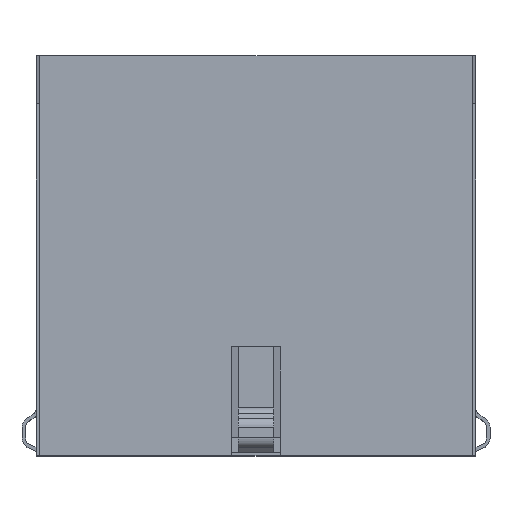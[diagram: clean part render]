
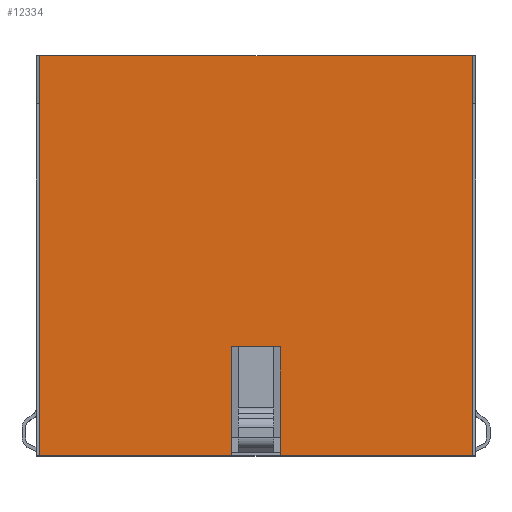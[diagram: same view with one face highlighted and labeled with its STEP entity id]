
A CAD part, top view. The second image highlights one B-rep face of the part: STEP entity #12334.
In plain terms, the highlighted planar face has unit normal (0, 0, 1).
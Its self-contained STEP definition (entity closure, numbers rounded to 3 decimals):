
#5746=CARTESIAN_POINT('',(1.715,-13.965,25.273));
#5747=VERTEX_POINT('',#5746);
#5754=CARTESIAN_POINT('',(-1.714,-13.965,25.273));
#5755=VERTEX_POINT('',#5754);
#5756=CARTESIAN_POINT('',(1.715,-13.965,25.273));
#5757=DIRECTION('',(-1.0,0.,0.0));
#5758=VECTOR('',#5757,3.429);
#5759=LINE('',#5756,#5758);
#5760=EDGE_CURVE('',#5747,#5755,#5759,.T.);
#5926=CARTESIAN_POINT('',(-15.372,-21.712,25.273));
#5927=VERTEX_POINT('',#5926);
#5934=CARTESIAN_POINT('',(-15.372,6.736,25.273));
#5935=VERTEX_POINT('',#5934);
#5936=CARTESIAN_POINT('',(-15.372,-21.712,25.273));
#5937=DIRECTION('',(0.0,1.0,0.0));
#5938=VECTOR('',#5937,28.448);
#5939=LINE('',#5936,#5938);
#5940=EDGE_CURVE('',#5927,#5935,#5939,.T.);
#8904=CARTESIAN_POINT('',(1.715,-21.712,25.273));
#8905=VERTEX_POINT('',#8904);
#8912=CARTESIAN_POINT('',(1.715,-13.965,25.273));
#8913=DIRECTION('',(0.0,-1.0,0.0));
#8914=VECTOR('',#8913,7.747);
#8915=LINE('',#8912,#8914);
#8916=EDGE_CURVE('',#5747,#8905,#8915,.T.);
#8952=CARTESIAN_POINT('',(-1.714,-21.712,25.273));
#8953=VERTEX_POINT('',#8952);
#8954=CARTESIAN_POINT('',(-1.714,-21.712,25.273));
#8955=DIRECTION('',(0.0,1.0,0.0));
#8956=VECTOR('',#8955,7.747);
#8957=LINE('',#8954,#8956);
#8958=EDGE_CURVE('',#8953,#5755,#8957,.T.);
#12255=CARTESIAN_POINT('',(15.372,6.736,25.273));
#12256=VERTEX_POINT('',#12255);
#12263=CARTESIAN_POINT('',(15.372,-21.712,25.273));
#12264=VERTEX_POINT('',#12263);
#12265=CARTESIAN_POINT('',(15.372,-21.712,25.273));
#12266=DIRECTION('',(0.0,1.0,0.0));
#12267=VECTOR('',#12266,28.448);
#12268=LINE('',#12265,#12267);
#12269=EDGE_CURVE('',#12264,#12256,#12268,.T.);
#12299=CARTESIAN_POINT('',(-15.372,6.736,25.273));
#12300=DIRECTION('',(1.0,0.0,0.0));
#12301=VECTOR('',#12300,30.744);
#12302=LINE('',#12299,#12301);
#12303=EDGE_CURVE('',#5935,#12256,#12302,.T.);
#12309=CARTESIAN_POINT('',(0.,6.612,25.273));
#12310=DIRECTION('',(0.0,0.0,-1.0));
#12311=DIRECTION('',(1.0,0.0,0.0));
#12312=AXIS2_PLACEMENT_3D('',#12309,#12310,#12311);
#12313=PLANE('',#12312);
#12314=ORIENTED_EDGE('',*,*,#12269,.T.);
#12315=ORIENTED_EDGE('',*,*,#12303,.F.);
#12316=ORIENTED_EDGE('',*,*,#5940,.F.);
#12317=CARTESIAN_POINT('',(-1.714,-21.712,25.273));
#12318=DIRECTION('',(-1.0,0.0,0.0));
#12319=VECTOR('',#12318,13.658);
#12320=LINE('',#12317,#12319);
#12321=EDGE_CURVE('',#8953,#5927,#12320,.T.);
#12322=ORIENTED_EDGE('',*,*,#12321,.F.);
#12323=ORIENTED_EDGE('',*,*,#8958,.T.);
#12324=ORIENTED_EDGE('',*,*,#5760,.F.);
#12325=ORIENTED_EDGE('',*,*,#8916,.T.);
#12326=CARTESIAN_POINT('',(15.372,-21.712,25.273));
#12327=DIRECTION('',(-1.0,0.0,0.0));
#12328=VECTOR('',#12327,13.658);
#12329=LINE('',#12326,#12328);
#12330=EDGE_CURVE('',#12264,#8905,#12329,.T.);
#12331=ORIENTED_EDGE('',*,*,#12330,.F.);
#12332=EDGE_LOOP('',(#12314,#12315,#12316,#12322,#12323,#12324,#12325,#12331));
#12333=FACE_OUTER_BOUND('',#12332,.T.);
#12334=ADVANCED_FACE('',(#12333),#12313,.F.);
